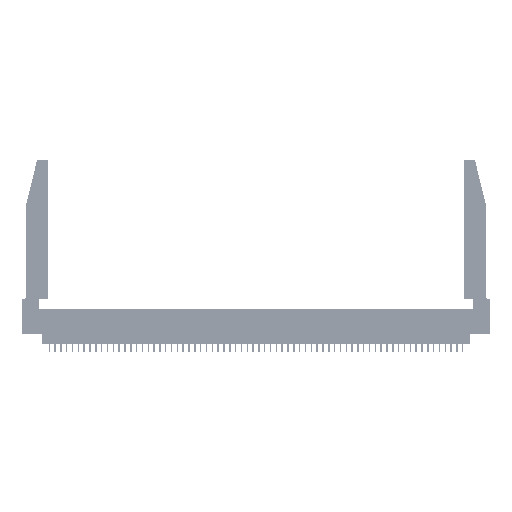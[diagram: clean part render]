
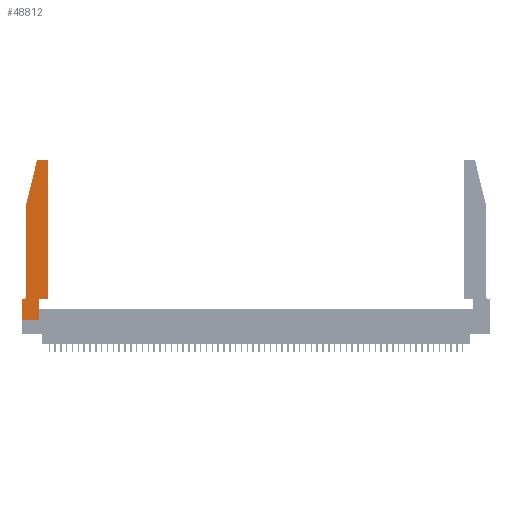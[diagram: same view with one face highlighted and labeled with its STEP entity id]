
A CAD part, top view. The second image highlights one B-rep face of the part: STEP entity #48812.
In plain terms, the highlighted planar face has unit normal (0, 0, 1).
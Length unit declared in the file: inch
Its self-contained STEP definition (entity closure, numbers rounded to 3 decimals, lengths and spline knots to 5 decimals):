
#63 = ORIENTED_EDGE ( 'NONE', *, *, #51437, .T. ) ;
#656 = DIRECTION ( 'NONE',  ( 1., 0., 0. ) ) ;
#829 = PLANE ( 'NONE',  #46317 ) ;
#1556 = CARTESIAN_POINT ( 'NONE',  ( 0.25487, 2.72718, 0.37 ) ) ;
#1997 = LINE ( 'NONE', #32211, #47776 ) ;
#2392 = ORIENTED_EDGE ( 'NONE', *, *, #6669, .T. ) ;
#2727 = CARTESIAN_POINT ( 'NONE',  ( 0.2865, 0.35, 0.37 ) ) ;
#3830 = EDGE_CURVE ( 'NONE', #24118, #43718, #16189, .T. ) ;
#4503 = ORIENTED_EDGE ( 'NONE', *, *, #24596, .T. ) ;
#5206 = CARTESIAN_POINT ( 'NONE',  ( 0.4505, 0.35, 0.37 ) ) ;
#5254 = LINE ( 'NONE', #25769, #31635 ) ;
#5603 = ORIENTED_EDGE ( 'NONE', *, *, #3830, .T. ) ;
#6071 = CARTESIAN_POINT ( 'NONE',  ( 0.0755, 0.42, 0.37 ) ) ;
#6669 = EDGE_CURVE ( 'NONE', #38820, #24943, #21801, .T. ) ;
#7144 = CARTESIAN_POINT ( 'NONE',  ( 0., 0., 0.37 ) ) ;
#7541 = ORIENTED_EDGE ( 'NONE', *, *, #36628, .T. ) ;
#8463 = VERTEX_POINT ( 'NONE', #46845 ) ;
#8506 = EDGE_CURVE ( 'NONE', #17629, #20861, #49401, .T. ) ;
#10471 = VERTEX_POINT ( 'NONE', #1556 ) ;
#10963 = VERTEX_POINT ( 'NONE', #27286 ) ;
#11307 = ORIENTED_EDGE ( 'NONE', *, *, #25394, .T. ) ;
#11348 = ORIENTED_EDGE ( 'NONE', *, *, #8506, .T. ) ;
#13416 = AXIS2_PLACEMENT_3D ( 'NONE', #44892, #44522, #13517 ) ;
#13517 = DIRECTION ( 'NONE',  ( 1., 0., 0. ) ) ;
#13745 = CARTESIAN_POINT ( 'NONE',  ( 0.0755, 2., 0.37 ) ) ;
#14625 = DIRECTION ( 'NONE',  ( 0., 0., 1. ) ) ;
#15406 = EDGE_CURVE ( 'NONE', #24943, #17629, #1997, .T. ) ;
#16189 = LINE ( 'NONE', #43258, #53625 ) ;
#16804 = VERTEX_POINT ( 'NONE', #6071 ) ;
#17589 = LINE ( 'NONE', #55418, #44600 ) ;
#17629 = VERTEX_POINT ( 'NONE', #7144 ) ;
#17816 = DIRECTION ( 'NONE',  ( 0., 1., 0. ) ) ;
#17837 = DIRECTION ( 'NONE',  ( -1., 0., 0. ) ) ;
#17897 = EDGE_CURVE ( 'NONE', #8463, #24118, #40714, .T. ) ;
#18306 = DIRECTION ( 'NONE',  ( 0., 0., 1. ) ) ;
#19311 = CARTESIAN_POINT ( 'NONE',  ( 0.0755, 2., 0.37 ) ) ;
#19523 = CARTESIAN_POINT ( 'NONE',  ( 0.4505, 0.35, 0.37 ) ) ;
#20150 = DIRECTION ( 'NONE',  ( 1., 0., 0. ) ) ;
#20861 = VERTEX_POINT ( 'NONE', #26615 ) ;
#21437 = EDGE_CURVE ( 'NONE', #16804, #38820, #31953, .T. ) ;
#21801 = LINE ( 'NONE', #37392, #34315 ) ;
#21839 = CARTESIAN_POINT ( 'NONE',  ( 0.284, 2.75, 0.37 ) ) ;
#22871 = DIRECTION ( 'NONE',  ( 0., -1., 0. ) ) ;
#24118 = VERTEX_POINT ( 'NONE', #49456 ) ;
#24456 = DIRECTION ( 'NONE',  ( 0., 1., 0. ) ) ;
#24596 = EDGE_CURVE ( 'NONE', #52913, #16804, #54332, .T. ) ;
#24613 = DIRECTION ( 'NONE',  ( -0.239, -0.971, 0. ) ) ;
#24781 = CARTESIAN_POINT ( 'NONE',  ( 0., 0., 0.37 ) ) ;
#24943 = VERTEX_POINT ( 'NONE', #42016 ) ;
#25187 = CIRCLE ( 'NONE', #51540, 0.03 ) ;
#25394 = EDGE_CURVE ( 'NONE', #43718, #10471, #25187, .T. ) ;
#25769 = CARTESIAN_POINT ( 'NONE',  ( 0.4505, 0.35, 0.37 ) ) ;
#26038 = VECTOR ( 'NONE', #17816, 39.37008 ) ;
#26166 = DIRECTION ( 'NONE',  ( 0., 0., -1. ) ) ;
#26615 = CARTESIAN_POINT ( 'NONE',  ( 0.2865, 0., 0.37 ) ) ;
#26620 = VERTEX_POINT ( 'NONE', #19523 ) ;
#27286 = CARTESIAN_POINT ( 'NONE',  ( 0.2865, 0.35, 0.37 ) ) ;
#29265 = DIRECTION ( 'NONE',  ( -1., 0., 0. ) ) ;
#30861 = DIRECTION ( 'NONE',  ( 0., -1., 0. ) ) ;
#31635 = VECTOR ( 'NONE', #39155, 39.37008 ) ;
#31783 = EDGE_CURVE ( 'NONE', #20861, #10963, #33386, .T. ) ;
#31893 = CARTESIAN_POINT ( 'NONE',  ( 0., 0.35, 0.37 ) ) ;
#31953 = CIRCLE ( 'NONE', #55078, 0.07 ) ;
#32211 = CARTESIAN_POINT ( 'NONE',  ( 0., 0., 0.37 ) ) ;
#33386 = LINE ( 'NONE', #2727, #50681 ) ;
#34315 = VECTOR ( 'NONE', #29265, 39.37008 ) ;
#34504 = ORIENTED_EDGE ( 'NONE', *, *, #21437, .T. ) ;
#35318 = ORIENTED_EDGE ( 'NONE', *, *, #15406, .T. ) ;
#35519 = DIRECTION ( 'NONE',  ( -1., 0., 0. ) ) ;
#35873 = CARTESIAN_POINT ( 'NONE',  ( 0.0055, 0.42, 0.37 ) ) ;
#36519 = EDGE_CURVE ( 'NONE', #10963, #26620, #5254, .T. ) ;
#36628 = EDGE_CURVE ( 'NONE', #26620, #8463, #52394, .T. ) ;
#37392 = CARTESIAN_POINT ( 'NONE',  ( 0.0755, 0.35, 0.37 ) ) ;
#38820 = VERTEX_POINT ( 'NONE', #44936 ) ;
#39155 = DIRECTION ( 'NONE',  ( 1., 0., 0. ) ) ;
#40714 = CIRCLE ( 'NONE', #13416, 0.03 ) ;
#41748 = ORIENTED_EDGE ( 'NONE', *, *, #17897, .T. ) ;
#42016 = CARTESIAN_POINT ( 'NONE',  ( 0., 0.35, 0.37 ) ) ;
#43258 = CARTESIAN_POINT ( 'NONE',  ( 0.2605, 2.75, 0.37 ) ) ;
#43718 = VERTEX_POINT ( 'NONE', #21839 ) ;
#43913 = EDGE_LOOP ( 'NONE', ( #5603, #11307, #63, #4503, #34504, #2392, #35318, #11348, #50848, #48270, #7541, #41748 ) ) ;
#44522 = DIRECTION ( 'NONE',  ( 0., 0., 1. ) ) ;
#44600 = VECTOR ( 'NONE', #24613, 39.37008 ) ;
#44892 = CARTESIAN_POINT ( 'NONE',  ( 0.4205, 2.72, 0.37 ) ) ;
#44936 = CARTESIAN_POINT ( 'NONE',  ( 0.0055, 0.35, 0.37 ) ) ;
#46317 = AXIS2_PLACEMENT_3D ( 'NONE', #31893, #18306, #53541 ) ;
#46845 = CARTESIAN_POINT ( 'NONE',  ( 0.4505, 2.72, 0.37 ) ) ;
#47776 = VECTOR ( 'NONE', #30861, 39.37008 ) ;
#48270 = ORIENTED_EDGE ( 'NONE', *, *, #36519, .T. ) ;
#48812 = ADVANCED_FACE ( 'NONE', ( #52399 ), #829, .T. ) ;
#49401 = LINE ( 'NONE', #24781, #52851 ) ;
#49456 = CARTESIAN_POINT ( 'NONE',  ( 0.4205, 2.75, 0.37 ) ) ;
#49876 = CARTESIAN_POINT ( 'NONE',  ( 0.284, 2.72, 0.37 ) ) ;
#50681 = VECTOR ( 'NONE', #24456, 39.37008 ) ;
#50848 = ORIENTED_EDGE ( 'NONE', *, *, #31783, .T. ) ;
#51437 = EDGE_CURVE ( 'NONE', #10471, #52913, #17589, .T. ) ;
#51540 = AXIS2_PLACEMENT_3D ( 'NONE', #49876, #14625, #656 ) ;
#52304 = VECTOR ( 'NONE', #22871, 39.37008 ) ;
#52394 = LINE ( 'NONE', #5206, #26038 ) ;
#52399 = FACE_OUTER_BOUND ( 'NONE', #43913, .T. ) ;
#52851 = VECTOR ( 'NONE', #20150, 39.37008 ) ;
#52913 = VERTEX_POINT ( 'NONE', #19311 ) ;
#53541 = DIRECTION ( 'NONE',  ( 1., 0., 0. ) ) ;
#53625 = VECTOR ( 'NONE', #35519, 39.37008 ) ;
#54332 = LINE ( 'NONE', #13745, #52304 ) ;
#55078 = AXIS2_PLACEMENT_3D ( 'NONE', #35873, #26166, #17837 ) ;
#55418 = CARTESIAN_POINT ( 'NONE',  ( 0.0755, 2., 0.37 ) ) ;
